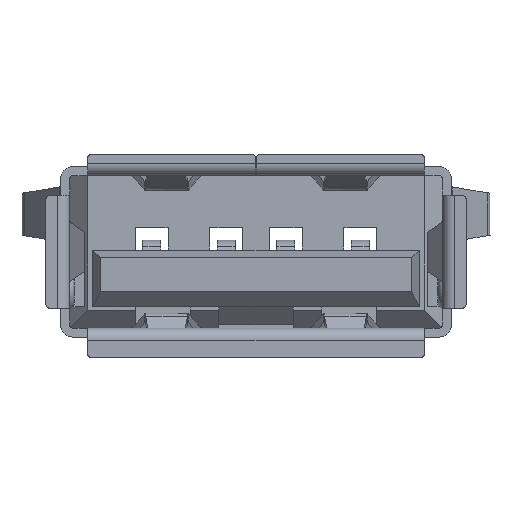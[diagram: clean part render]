
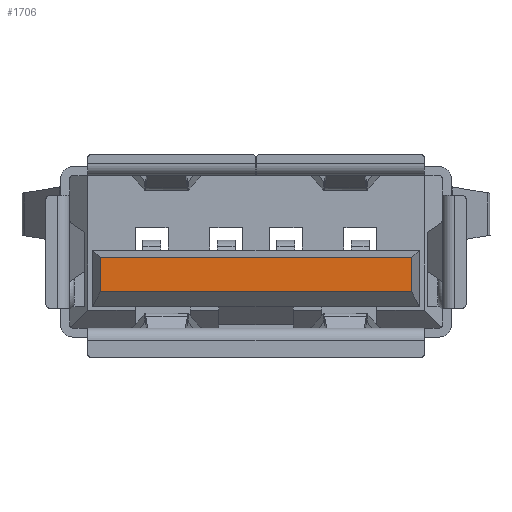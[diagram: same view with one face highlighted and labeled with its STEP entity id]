
A CAD part, front view. The second image highlights one B-rep face of the part: STEP entity #1706.
In plain terms, the highlighted planar face has unit normal (0, -1, 0).
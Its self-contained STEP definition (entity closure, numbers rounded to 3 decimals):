
#1706 = ADVANCED_FACE( '', ( #3399 ), #3400, .T. );
#3399 = FACE_OUTER_BOUND( '', #5410, .T. );
#3400 = PLANE( '', #5411 );
#5410 = EDGE_LOOP( '', ( #10359, #10360, #10361, #10362 ) );
#5411 = AXIS2_PLACEMENT_3D( '', #10363, #10364, #10365 );
#10359 = ORIENTED_EDGE( '', *, *, #11785, .T. );
#10360 = ORIENTED_EDGE( '', *, *, #12103, .F. );
#10361 = ORIENTED_EDGE( '', *, *, #11793, .F. );
#10362 = ORIENTED_EDGE( '', *, *, #12543, .T. );
#10363 = CARTESIAN_POINT( '', ( -5.475, -11.95, -1.84 ) );
#10364 = DIRECTION( '', ( 0., -1., 0. ) );
#10365 = DIRECTION( '', ( 0., 0., -1. ) );
#11785 = EDGE_CURVE( '', #14586, #14584, #14587, .T. );
#11793 = EDGE_CURVE( '', #14597, #14598, #14599, .T. );
#12103 = EDGE_CURVE( '', #14598, #14584, #15000, .T. );
#12543 = EDGE_CURVE( '', #14597, #14586, #15494, .T. );
#14584 = VERTEX_POINT( '', #18421 );
#14586 = VERTEX_POINT( '', #18424 );
#14587 = LINE( '', #18425, #18426 );
#14597 = VERTEX_POINT( '', #18440 );
#14598 = VERTEX_POINT( '', #18441 );
#14599 = LINE( '', #18442, #18443 );
#15000 = LINE( '', #19024, #19025 );
#15494 = LINE( '', #19739, #19740 );
#18421 = CARTESIAN_POINT( '', ( -5.225, -11.95, -0.19 ) );
#18424 = CARTESIAN_POINT( '', ( 5.225, -11.95, -0.19 ) );
#18425 = CARTESIAN_POINT( '', ( -5.475, -11.95, -0.19 ) );
#18426 = VECTOR( '', #21168, 1000. );
#18440 = CARTESIAN_POINT( '', ( 5.225, -11.95, -1.34 ) );
#18441 = CARTESIAN_POINT( '', ( -5.225, -11.95, -1.34 ) );
#18442 = CARTESIAN_POINT( '', ( 19.89, -11.95, -1.34 ) );
#18443 = VECTOR( '', #21176, 1000. );
#19024 = CARTESIAN_POINT( '', ( -5.225, -11.95, -19.83 ) );
#19025 = VECTOR( '', #21486, 1000. );
#19739 = CARTESIAN_POINT( '', ( 5.225, -11.95, -19.83 ) );
#19740 = VECTOR( '', #21800, 1000. );
#21168 = DIRECTION( '', ( -1., 0., 0. ) );
#21176 = DIRECTION( '', ( -1., 0., 0. ) );
#21486 = DIRECTION( '', ( 0., 0., 1. ) );
#21800 = DIRECTION( '', ( 0., 0., 1. ) );
